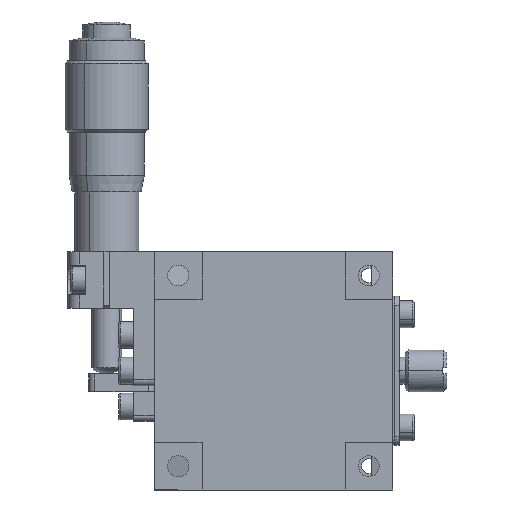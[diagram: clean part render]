
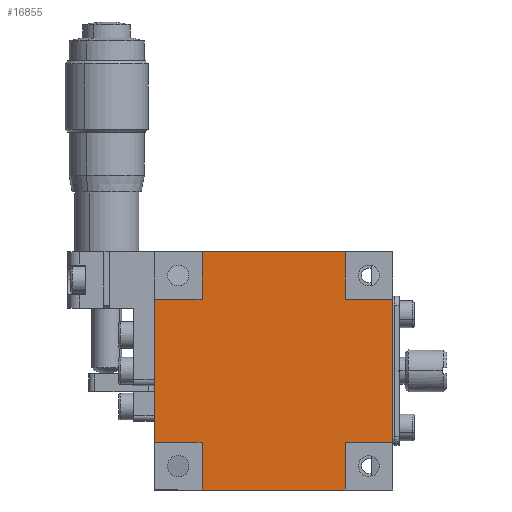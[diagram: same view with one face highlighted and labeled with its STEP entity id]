
A CAD part, front view. The second image highlights one B-rep face of the part: STEP entity #16855.
In plain terms, the highlighted planar face has unit normal (0, -1, 0).
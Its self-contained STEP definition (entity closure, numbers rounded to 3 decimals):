
#446 = EDGE_CURVE ( 'NONE', #5620, #10715, #3974, .T. ) ;
#529 = VECTOR ( 'NONE', #6089, 1000. ) ;
#573 = VERTEX_POINT ( 'NONE', #6640 ) ;
#747 = EDGE_CURVE ( 'NONE', #8689, #9794, #10323, .T. ) ;
#847 = LINE ( 'NONE', #4634, #5633 ) ;
#927 = EDGE_CURVE ( 'NONE', #14336, #8689, #847, .T. ) ;
#942 = LINE ( 'NONE', #5177, #7973 ) ;
#1237 = CARTESIAN_POINT ( 'NONE',  ( 12., 0.5, 12. ) ) ;
#1262 = PLANE ( 'NONE',  #14236 ) ;
#1392 = CARTESIAN_POINT ( 'NONE',  ( 20., 0.5, -12. ) ) ;
#1673 = VECTOR ( 'NONE', #1940, 1000. ) ;
#1940 = DIRECTION ( 'NONE',  ( -1., 0., 0. ) ) ;
#1952 = VERTEX_POINT ( 'NONE', #5856 ) ;
#2014 = CARTESIAN_POINT ( 'NONE',  ( -12., 0.5, -20. ) ) ;
#2318 = CARTESIAN_POINT ( 'NONE',  ( 12., 0.5, -12. ) ) ;
#2369 = VERTEX_POINT ( 'NONE', #3535 ) ;
#2452 = EDGE_LOOP ( 'NONE', ( #15756, #16205, #16989, #11799, #9025, #16914, #13727, #5806, #8531, #2897, #10692, #15642 ) ) ;
#2897 = ORIENTED_EDGE ( 'NONE', *, *, #5931, .T. ) ;
#3246 = LINE ( 'NONE', #3908, #13264 ) ;
#3376 = DIRECTION ( 'NONE',  ( 0., 0., -1. ) ) ;
#3535 = CARTESIAN_POINT ( 'NONE',  ( 20., 0.5, 12. ) ) ;
#3908 = CARTESIAN_POINT ( 'NONE',  ( 12., 0.5, -12. ) ) ;
#3922 = DIRECTION ( 'NONE',  ( 0., 0., 1. ) ) ;
#3961 = EDGE_CURVE ( 'NONE', #9794, #1952, #942, .T. ) ;
#3974 = LINE ( 'NONE', #14927, #14404 ) ;
#4003 = EDGE_CURVE ( 'NONE', #6325, #11587, #10212, .T. ) ;
#4210 = EDGE_CURVE ( 'NONE', #573, #10149, #16941, .T. ) ;
#4432 = CARTESIAN_POINT ( 'NONE',  ( -20., 0.5, -12. ) ) ;
#4634 = CARTESIAN_POINT ( 'NONE',  ( 12., 0.5, 20. ) ) ;
#4792 = VECTOR ( 'NONE', #11758, 1000. ) ;
#4801 = CARTESIAN_POINT ( 'NONE',  ( -12., 0.5, -12. ) ) ;
#5177 = CARTESIAN_POINT ( 'NONE',  ( -12., 0.5, 12. ) ) ;
#5187 = LINE ( 'NONE', #10992, #1673 ) ;
#5217 = EDGE_CURVE ( 'NONE', #10149, #5620, #16109, .T. ) ;
#5509 = EDGE_CURVE ( 'NONE', #1952, #573, #8273, .T. ) ;
#5567 = CARTESIAN_POINT ( 'NONE',  ( -20., 0.5, -12. ) ) ;
#5620 = VERTEX_POINT ( 'NONE', #6019 ) ;
#5633 = VECTOR ( 'NONE', #5883, 1000. ) ;
#5682 = VECTOR ( 'NONE', #8222, 1000. ) ;
#5806 = ORIENTED_EDGE ( 'NONE', *, *, #4003, .T. ) ;
#5850 = DIRECTION ( 'NONE',  ( 0., 0., -1. ) ) ;
#5856 = CARTESIAN_POINT ( 'NONE',  ( -12., 0.5, 12. ) ) ;
#5883 = DIRECTION ( 'NONE',  ( 0., 0., 1. ) ) ;
#5931 = EDGE_CURVE ( 'NONE', #2369, #14336, #5187, .T. ) ;
#6019 = CARTESIAN_POINT ( 'NONE',  ( -12., 0.5, -12. ) ) ;
#6089 = DIRECTION ( 'NONE',  ( 0., 0., 1. ) ) ;
#6325 = VERTEX_POINT ( 'NONE', #2318 ) ;
#6640 = CARTESIAN_POINT ( 'NONE',  ( -20., 0.5, 12. ) ) ;
#7548 = LINE ( 'NONE', #11281, #529 ) ;
#7973 = VECTOR ( 'NONE', #3376, 1000. ) ;
#8222 = DIRECTION ( 'NONE',  ( 1., 0., 0. ) ) ;
#8273 = LINE ( 'NONE', #14149, #4792 ) ;
#8531 = ORIENTED_EDGE ( 'NONE', *, *, #13585, .T. ) ;
#8648 = VERTEX_POINT ( 'NONE', #8816 ) ;
#8689 = VERTEX_POINT ( 'NONE', #10220 ) ;
#8816 = CARTESIAN_POINT ( 'NONE',  ( 12., 0.5, -20. ) ) ;
#9025 = ORIENTED_EDGE ( 'NONE', *, *, #446, .T. ) ;
#9121 = DIRECTION ( 'NONE',  ( 1., 0., 0. ) ) ;
#9637 = VECTOR ( 'NONE', #16270, 1000. ) ;
#9794 = VERTEX_POINT ( 'NONE', #13938 ) ;
#9913 = VECTOR ( 'NONE', #15934, 1000. ) ;
#10149 = VERTEX_POINT ( 'NONE', #5567 ) ;
#10212 = LINE ( 'NONE', #13818, #13649 ) ;
#10220 = CARTESIAN_POINT ( 'NONE',  ( 12., 0.5, 20. ) ) ;
#10323 = LINE ( 'NONE', #13344, #9913 ) ;
#10463 = CARTESIAN_POINT ( 'NONE',  ( 0., 0.5, 0. ) ) ;
#10692 = ORIENTED_EDGE ( 'NONE', *, *, #927, .T. ) ;
#10715 = VERTEX_POINT ( 'NONE', #2014 ) ;
#10992 = CARTESIAN_POINT ( 'NONE',  ( 12., 0.5, 12. ) ) ;
#11281 = CARTESIAN_POINT ( 'NONE',  ( 20., 0.5, 12. ) ) ;
#11587 = VERTEX_POINT ( 'NONE', #1392 ) ;
#11758 = DIRECTION ( 'NONE',  ( -1., 0., 0. ) ) ;
#11764 = DIRECTION ( 'NONE',  ( 0., 1., 0. ) ) ;
#11799 = ORIENTED_EDGE ( 'NONE', *, *, #5217, .T. ) ;
#12313 = CARTESIAN_POINT ( 'NONE',  ( 12., 0.5, -20. ) ) ;
#13047 = DIRECTION ( 'NONE',  ( 0., 0., 1. ) ) ;
#13089 = LINE ( 'NONE', #12313, #9637 ) ;
#13238 = EDGE_CURVE ( 'NONE', #8648, #6325, #3246, .T. ) ;
#13264 = VECTOR ( 'NONE', #13047, 1000. ) ;
#13344 = CARTESIAN_POINT ( 'NONE',  ( -12., 0.5, 20. ) ) ;
#13437 = DIRECTION ( 'NONE',  ( 0., 0., -1. ) ) ;
#13585 = EDGE_CURVE ( 'NONE', #11587, #2369, #7548, .T. ) ;
#13649 = VECTOR ( 'NONE', #9121, 1000. ) ;
#13727 = ORIENTED_EDGE ( 'NONE', *, *, #13238, .T. ) ;
#13818 = CARTESIAN_POINT ( 'NONE',  ( 20., 0.5, -12. ) ) ;
#13851 = VECTOR ( 'NONE', #13437, 1000. ) ;
#13853 = FACE_OUTER_BOUND ( 'NONE', #2452, .T. ) ;
#13938 = CARTESIAN_POINT ( 'NONE',  ( -12., 0.5, 20. ) ) ;
#14149 = CARTESIAN_POINT ( 'NONE',  ( -20., 0.5, 12. ) ) ;
#14236 = AXIS2_PLACEMENT_3D ( 'NONE', #10463, #11764, #3922 ) ;
#14336 = VERTEX_POINT ( 'NONE', #1237 ) ;
#14404 = VECTOR ( 'NONE', #5850, 1000. ) ;
#14927 = CARTESIAN_POINT ( 'NONE',  ( -12., 0.5, -20. ) ) ;
#15642 = ORIENTED_EDGE ( 'NONE', *, *, #747, .T. ) ;
#15756 = ORIENTED_EDGE ( 'NONE', *, *, #3961, .T. ) ;
#15907 = EDGE_CURVE ( 'NONE', #10715, #8648, #13089, .T. ) ;
#15934 = DIRECTION ( 'NONE',  ( -1., 0., 0. ) ) ;
#16109 = LINE ( 'NONE', #4801, #5682 ) ;
#16205 = ORIENTED_EDGE ( 'NONE', *, *, #5509, .T. ) ;
#16270 = DIRECTION ( 'NONE',  ( 1., 0., 0. ) ) ;
#16855 = ADVANCED_FACE ( 'NONE', ( #13853 ), #1262, .F. ) ;
#16914 = ORIENTED_EDGE ( 'NONE', *, *, #15907, .T. ) ;
#16941 = LINE ( 'NONE', #4432, #13851 ) ;
#16989 = ORIENTED_EDGE ( 'NONE', *, *, #4210, .T. ) ;
